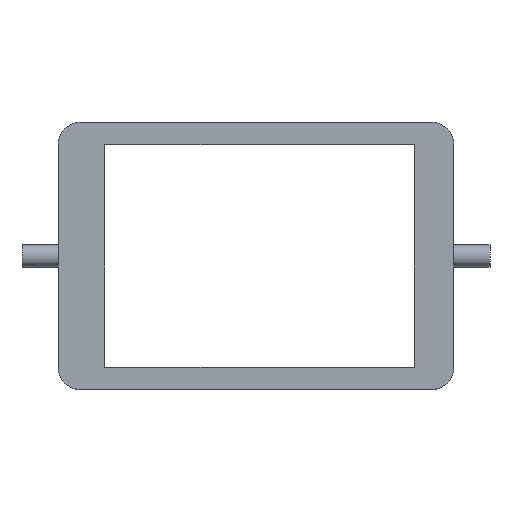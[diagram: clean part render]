
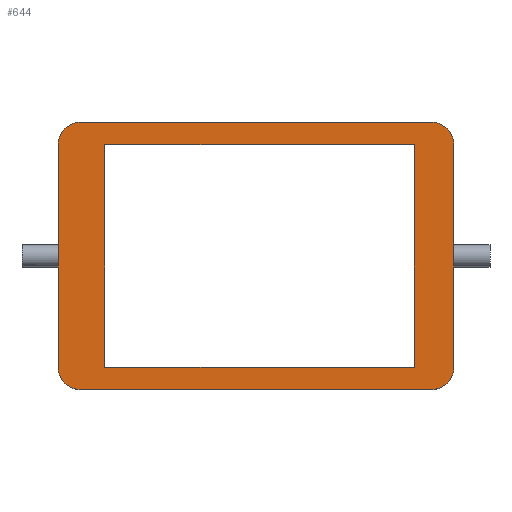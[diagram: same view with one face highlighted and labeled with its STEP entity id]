
A CAD part, top view. The second image highlights one B-rep face of the part: STEP entity #644.
In plain terms, the highlighted planar face has unit normal (0, 0, 1).
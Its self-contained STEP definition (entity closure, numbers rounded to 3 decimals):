
#119=CIRCLE('',#696,4.);
#120=CIRCLE('',#697,4.);
#121=CIRCLE('',#698,4.);
#122=CIRCLE('',#699,4.);
#220=ORIENTED_EDGE('',*,*,#341,.F.);
#221=ORIENTED_EDGE('',*,*,#338,.F.);
#222=ORIENTED_EDGE('',*,*,#335,.F.);
#223=ORIENTED_EDGE('',*,*,#332,.F.);
#224=ORIENTED_EDGE('',*,*,#296,.F.);
#225=ORIENTED_EDGE('',*,*,#343,.T.);
#226=ORIENTED_EDGE('',*,*,#319,.F.);
#227=ORIENTED_EDGE('',*,*,#344,.T.);
#228=ORIENTED_EDGE('',*,*,#325,.F.);
#229=ORIENTED_EDGE('',*,*,#345,.T.);
#230=ORIENTED_EDGE('',*,*,#329,.F.);
#231=ORIENTED_EDGE('',*,*,#346,.T.);
#296=EDGE_CURVE('',#371,#372,#420,.T.);
#319=EDGE_CURVE('',#387,#388,#439,.T.);
#325=EDGE_CURVE('',#391,#392,#445,.T.);
#329=EDGE_CURVE('',#393,#394,#449,.T.);
#332=EDGE_CURVE('',#395,#397,#452,.T.);
#335=EDGE_CURVE('',#397,#399,#455,.T.);
#338=EDGE_CURVE('',#399,#401,#458,.T.);
#341=EDGE_CURVE('',#401,#395,#461,.T.);
#343=EDGE_CURVE('',#371,#388,#119,.T.);
#344=EDGE_CURVE('',#387,#392,#120,.T.);
#345=EDGE_CURVE('',#391,#394,#121,.T.);
#346=EDGE_CURVE('',#393,#372,#122,.T.);
#371=VERTEX_POINT('',#958);
#372=VERTEX_POINT('',#960);
#387=VERTEX_POINT('',#1005);
#388=VERTEX_POINT('',#1006);
#391=VERTEX_POINT('',#1015);
#392=VERTEX_POINT('',#1017);
#393=VERTEX_POINT('',#1022);
#394=VERTEX_POINT('',#1024);
#395=VERTEX_POINT('',#1028);
#397=VERTEX_POINT('',#1031);
#399=VERTEX_POINT('',#1037);
#401=VERTEX_POINT('',#1043);
#420=LINE('',#959,#484);
#439=LINE('',#1004,#503);
#445=LINE('',#1016,#509);
#449=LINE('',#1023,#513);
#452=LINE('',#1030,#516);
#455=LINE('',#1036,#519);
#458=LINE('',#1042,#522);
#461=LINE('',#1048,#525);
#484=VECTOR('',#762,1000.);
#503=VECTOR('',#803,1000.);
#509=VECTOR('',#811,1000.);
#513=VECTOR('',#817,1000.);
#516=VECTOR('',#822,1000.);
#519=VECTOR('',#827,1000.);
#522=VECTOR('',#832,1000.);
#525=VECTOR('',#837,1000.);
#552=EDGE_LOOP('',(#220,#221,#222,#223));
#553=EDGE_LOOP('',(#224,#225,#226,#227,#228,#229,#230,#231));
#588=FACE_BOUND('',#552,.T.);
#589=FACE_BOUND('',#553,.T.);
#619=PLANE('',#695);
#644=ADVANCED_FACE('',(#588,#589),#619,.T.);
#695=AXIS2_PLACEMENT_3D('',#1051,#841,#842);
#696=AXIS2_PLACEMENT_3D('',#1052,#843,#844);
#697=AXIS2_PLACEMENT_3D('',#1053,#845,#846);
#698=AXIS2_PLACEMENT_3D('',#1054,#847,#848);
#699=AXIS2_PLACEMENT_3D('',#1055,#849,#850);
#762=DIRECTION('',(-1.,0.,0.));
#803=DIRECTION('',(0.,-1.,0.));
#811=DIRECTION('',(1.,0.,0.));
#817=DIRECTION('',(0.,1.,0.));
#822=DIRECTION('',(0.,1.,0.));
#827=DIRECTION('',(-1.,0.,0.));
#832=DIRECTION('',(0.,-1.,0.));
#837=DIRECTION('',(1.,0.,0.));
#841=DIRECTION('',(0.,0.,1.));
#842=DIRECTION('',(1.,0.,0.));
#843=DIRECTION('',(0.,0.,1.));
#844=DIRECTION('',(1.,0.,0.));
#845=DIRECTION('',(0.,0.,1.));
#846=DIRECTION('',(1.,0.,0.));
#847=DIRECTION('',(0.,0.,1.));
#848=DIRECTION('',(1.,0.,0.));
#849=DIRECTION('',(0.,0.,1.));
#850=DIRECTION('',(1.,0.,0.));
#958=CARTESIAN_POINT('',(157.2,-89.21,6.55));
#959=CARTESIAN_POINT('',(0.,-89.21,6.55));
#960=CARTESIAN_POINT('',(94.,-89.21,6.55));
#1004=CARTESIAN_POINT('',(161.2,0.,6.55));
#1005=CARTESIAN_POINT('',(161.2,-45.11,6.55));
#1006=CARTESIAN_POINT('',(161.2,-85.21,6.55));
#1015=CARTESIAN_POINT('',(94.,-41.11,6.55));
#1016=CARTESIAN_POINT('',(0.,-41.11,6.55));
#1017=CARTESIAN_POINT('',(157.2,-41.11,6.55));
#1022=CARTESIAN_POINT('',(90.,-85.21,6.55));
#1023=CARTESIAN_POINT('',(90.,0.,6.55));
#1024=CARTESIAN_POINT('',(90.,-45.11,6.55));
#1028=CARTESIAN_POINT('',(154.1,-85.21,6.55));
#1030=CARTESIAN_POINT('',(154.1,0.,6.55));
#1031=CARTESIAN_POINT('',(154.1,-45.11,6.55));
#1036=CARTESIAN_POINT('',(154.,-45.11,6.55));
#1037=CARTESIAN_POINT('',(98.4,-45.11,6.55));
#1042=CARTESIAN_POINT('',(98.4,0.,6.55));
#1043=CARTESIAN_POINT('',(98.4,-85.21,6.55));
#1048=CARTESIAN_POINT('',(98.5,-85.21,6.55));
#1051=CARTESIAN_POINT('',(0.,0.,6.55));
#1052=CARTESIAN_POINT('',(157.2,-85.21,6.55));
#1053=CARTESIAN_POINT('',(157.2,-45.11,6.55));
#1054=CARTESIAN_POINT('',(94.,-45.11,6.55));
#1055=CARTESIAN_POINT('',(94.,-85.21,6.55));
